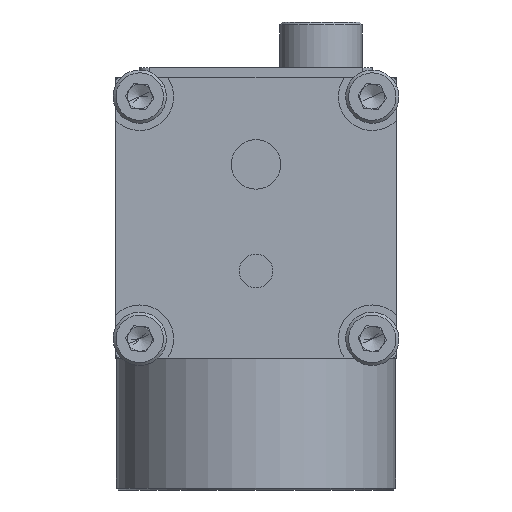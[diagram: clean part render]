
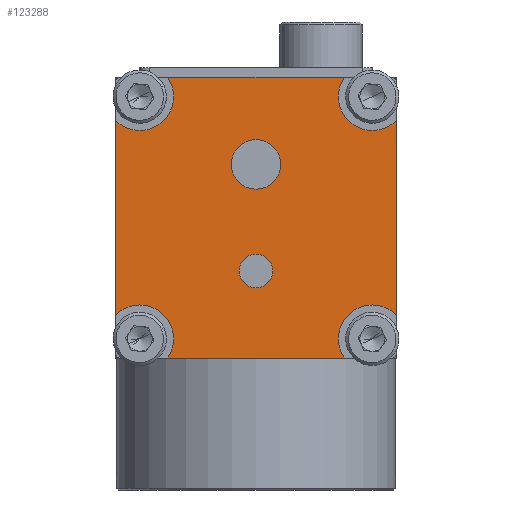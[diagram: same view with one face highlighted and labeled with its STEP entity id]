
A CAD part, front view. The second image highlights one B-rep face of the part: STEP entity #123288.
In plain terms, the highlighted planar face has unit normal (0, -1, 0).
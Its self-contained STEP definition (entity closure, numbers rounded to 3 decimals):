
#3109 = VECTOR ( 'NONE', #30021, 1000. ) ;
#3261 = EDGE_CURVE ( 'NONE', #123397, #131720, #32666, .T. ) ;
#4954 = EDGE_CURVE ( 'NONE', #62258, #99587, #107133, .T. ) ;
#5828 = AXIS2_PLACEMENT_3D ( 'NONE', #116230, #49141, #127470 ) ;
#5916 = CARTESIAN_POINT ( 'NONE',  ( 0., -20.85, 20.873 ) ) ;
#6088 = ORIENTED_EDGE ( 'NONE', *, *, #106302, .T. ) ;
#7863 = ORIENTED_EDGE ( 'NONE', *, *, #59797, .F. ) ;
#9379 = CIRCLE ( 'NONE', #123596, 2.553 ) ;
#10434 = CARTESIAN_POINT ( 'NONE',  ( -14., -20.85, 14.1 ) ) ;
#10732 = DIRECTION ( 'NONE',  ( 0., 0., 1. ) ) ;
#11258 = EDGE_CURVE ( 'NONE', #92340, #47616, #33478, .T. ) ;
#11815 = EDGE_CURVE ( 'NONE', #131720, #123353, #103359, .T. ) ;
#15620 = DIRECTION ( 'NONE',  ( 0., -1., 0. ) ) ;
#16771 = DIRECTION ( 'NONE',  ( 1., 0., 0. ) ) ;
#17464 = CARTESIAN_POINT ( 'NONE',  ( 14.5, -20.85, 38.151 ) ) ;
#17521 = VERTEX_POINT ( 'NONE', #83616 ) ;
#17849 = LINE ( 'NONE', #38789, #44177 ) ;
#20358 = EDGE_CURVE ( 'NONE', #116079, #123353, #17849, .T. ) ;
#21121 = CIRCLE ( 'NONE', #90982, 3.5 ) ;
#21471 = DIRECTION ( 'NONE',  ( 0., -1., 0. ) ) ;
#21668 = DIRECTION ( 'NONE',  ( 0., 0., -1. ) ) ;
#22136 = VERTEX_POINT ( 'NONE', #26034 ) ;
#23900 = DIRECTION ( 'NONE',  ( 0., 0., -1. ) ) ;
#24426 = DIRECTION ( 'NONE',  ( 0., -1., 0. ) ) ;
#24518 = AXIS2_PLACEMENT_3D ( 'NONE', #52612, #130974, #63837 ) ;
#25944 = EDGE_LOOP ( 'NONE', ( #62427, #121421 ) ) ;
#26034 = CARTESIAN_POINT ( 'NONE',  ( -12., -20.85, 19.1 ) ) ;
#27348 = EDGE_CURVE ( 'NONE', #107868, #117068, #9379, .T. ) ;
#27448 = CARTESIAN_POINT ( 'NONE',  ( 0., -20.85, 36.153 ) ) ;
#29435 = CARTESIAN_POINT ( 'NONE',  ( -12., -20.85, 15.6 ) ) ;
#30021 = DIRECTION ( 'NONE',  ( -1., 0., 0. ) ) ;
#31176 = AXIS2_PLACEMENT_3D ( 'NONE', #144837, #77824, #10732 ) ;
#32428 = PLANE ( 'NONE',  #143714 ) ;
#32666 = CIRCLE ( 'NONE', #126712, 3.5 ) ;
#33478 = CIRCLE ( 'NONE', #24518, 3.5 ) ;
#34737 = EDGE_CURVE ( 'NONE', #61933, #17521, #131169, .T. ) ;
#35781 = ORIENTED_EDGE ( 'NONE', *, *, #34737, .T. ) ;
#38789 = CARTESIAN_POINT ( 'NONE',  ( 14., -20.85, 13.6 ) ) ;
#39894 = ORIENTED_EDGE ( 'NONE', *, *, #11815, .F. ) ;
#40732 = DIRECTION ( 'NONE',  ( 0., 0., 1. ) ) ;
#41823 = VECTOR ( 'NONE', #23900, 1000. ) ;
#44177 = VECTOR ( 'NONE', #16771, 1000. ) ;
#45506 = DIRECTION ( 'NONE',  ( 0., -1., 0. ) ) ;
#47616 = VERTEX_POINT ( 'NONE', #17464 ) ;
#49141 = DIRECTION ( 'NONE',  ( 0., -1., 0. ) ) ;
#49289 = CIRCLE ( 'NONE', #132793, 2.553 ) ;
#52436 = EDGE_LOOP ( 'NONE', ( #78841, #130847 ) ) ;
#52580 = DIRECTION ( 'NONE',  ( 0., -1., 0. ) ) ;
#52612 = CARTESIAN_POINT ( 'NONE',  ( 12., -20.85, 40.6 ) ) ;
#54270 = VERTEX_POINT ( 'NONE', #101410 ) ;
#54668 = AXIS2_PLACEMENT_3D ( 'NONE', #112499, #45506, #123755 ) ;
#56366 = EDGE_CURVE ( 'NONE', #92340, #54270, #92559, .T. ) ;
#58338 = DIRECTION ( 'NONE',  ( 0., -1., 0. ) ) ;
#59797 = EDGE_CURVE ( 'NONE', #61933, #54270, #21121, .T. ) ;
#61933 = VERTEX_POINT ( 'NONE', #101592 ) ;
#62258 = VERTEX_POINT ( 'NONE', #5916 ) ;
#62427 = ORIENTED_EDGE ( 'NONE', *, *, #98111, .F. ) ;
#63837 = DIRECTION ( 'NONE',  ( 0., 0., 1. ) ) ;
#68227 = EDGE_CURVE ( 'NONE', #116079, #22136, #101783, .T. ) ;
#68514 = CARTESIAN_POINT ( 'NONE',  ( -14.5, -20.85, 14.1 ) ) ;
#69101 = CIRCLE ( 'NONE', #79123, 3.5 ) ;
#69188 = CARTESIAN_POINT ( 'NONE',  ( 14.5, -20.85, 18.049 ) ) ;
#71131 = ORIENTED_EDGE ( 'NONE', *, *, #20358, .T. ) ;
#73957 = ORIENTED_EDGE ( 'NONE', *, *, #68227, .F. ) ;
#74319 = CARTESIAN_POINT ( 'NONE',  ( 0., -20.85, 31.047 ) ) ;
#74964 = CARTESIAN_POINT ( 'NONE',  ( 9.128, -20.85, 42.6 ) ) ;
#77824 = DIRECTION ( 'NONE',  ( 0., -1., 0. ) ) ;
#78411 = AXIS2_PLACEMENT_3D ( 'NONE', #119655, #52580, #130947 ) ;
#78841 = ORIENTED_EDGE ( 'NONE', *, *, #141917, .F. ) ;
#79123 = AXIS2_PLACEMENT_3D ( 'NONE', #29435, #107802, #40732 ) ;
#80042 = FACE_OUTER_BOUND ( 'NONE', #135917, .T. ) ;
#80109 = ORIENTED_EDGE ( 'NONE', *, *, #11258, .F. ) ;
#82698 = CARTESIAN_POINT ( 'NONE',  ( 0., -20.85, 33.6 ) ) ;
#83616 = CARTESIAN_POINT ( 'NONE',  ( -14.5, -20.85, 18.049 ) ) ;
#85911 = CARTESIAN_POINT ( 'NONE',  ( 14., -20.85, 42.6 ) ) ;
#88021 = LINE ( 'NONE', #120572, #144013 ) ;
#88594 = CARTESIAN_POINT ( 'NONE',  ( 0., -20.85, 33.6 ) ) ;
#88802 = DIRECTION ( 'NONE',  ( 0., 1., 0. ) ) ;
#90982 = AXIS2_PLACEMENT_3D ( 'NONE', #91593, #24426, #102917 ) ;
#91201 = ORIENTED_EDGE ( 'NONE', *, *, #3261, .F. ) ;
#91593 = CARTESIAN_POINT ( 'NONE',  ( -12., -20.85, 40.6 ) ) ;
#92340 = VERTEX_POINT ( 'NONE', #74964 ) ;
#92559 = LINE ( 'NONE', #85911, #3109 ) ;
#93966 = DIRECTION ( 'NONE',  ( 0., 0., 1. ) ) ;
#94390 = CARTESIAN_POINT ( 'NONE',  ( -9.128, -20.85, 13.6 ) ) ;
#98111 = EDGE_CURVE ( 'NONE', #117068, #107868, #49289, .T. ) ;
#99587 = VERTEX_POINT ( 'NONE', #100756 ) ;
#99898 = DIRECTION ( 'NONE',  ( 0., 0., 1. ) ) ;
#100756 = CARTESIAN_POINT ( 'NONE',  ( 0., -20.85, 24.327 ) ) ;
#101410 = CARTESIAN_POINT ( 'NONE',  ( -9.128, -20.85, 42.6 ) ) ;
#101592 = CARTESIAN_POINT ( 'NONE',  ( -14.5, -20.85, 38.151 ) ) ;
#101783 = CIRCLE ( 'NONE', #78411, 3.5 ) ;
#102917 = DIRECTION ( 'NONE',  ( 0., 0., 1. ) ) ;
#103359 = CIRCLE ( 'NONE', #5828, 3.5 ) ;
#106302 = EDGE_CURVE ( 'NONE', #123397, #47616, #88021, .T. ) ;
#107133 = CIRCLE ( 'NONE', #31176, 1.727 ) ;
#107802 = DIRECTION ( 'NONE',  ( 0., -1., 0. ) ) ;
#107868 = VERTEX_POINT ( 'NONE', #74319 ) ;
#108913 = EDGE_CURVE ( 'NONE', #22136, #17521, #69101, .T. ) ;
#109353 = CARTESIAN_POINT ( 'NONE',  ( 12., -20.85, 19.1 ) ) ;
#112499 = CARTESIAN_POINT ( 'NONE',  ( 0., -20.85, 22.6 ) ) ;
#115450 = ORIENTED_EDGE ( 'NONE', *, *, #56366, .T. ) ;
#116079 = VERTEX_POINT ( 'NONE', #94390 ) ;
#116230 = CARTESIAN_POINT ( 'NONE',  ( 12., -20.85, 15.6 ) ) ;
#117068 = VERTEX_POINT ( 'NONE', #27448 ) ;
#119655 = CARTESIAN_POINT ( 'NONE',  ( -12., -20.85, 15.6 ) ) ;
#120572 = CARTESIAN_POINT ( 'NONE',  ( 14.5, -20.85, 14.1 ) ) ;
#121421 = ORIENTED_EDGE ( 'NONE', *, *, #27348, .F. ) ;
#123184 = CIRCLE ( 'NONE', #54668, 1.727 ) ;
#123288 = ADVANCED_FACE ( 'NONE', ( #136102, #139559, #80042 ), #32428, .F. ) ;
#123353 = VERTEX_POINT ( 'NONE', #123980 ) ;
#123397 = VERTEX_POINT ( 'NONE', #69188 ) ;
#123596 = AXIS2_PLACEMENT_3D ( 'NONE', #88594, #21471, #99898 ) ;
#123755 = DIRECTION ( 'NONE',  ( 0., 0., 1. ) ) ;
#123980 = CARTESIAN_POINT ( 'NONE',  ( 9.128, -20.85, 13.6 ) ) ;
#125413 = CARTESIAN_POINT ( 'NONE',  ( 12., -20.85, 15.6 ) ) ;
#126712 = AXIS2_PLACEMENT_3D ( 'NONE', #125413, #58338, #136691 ) ;
#127470 = DIRECTION ( 'NONE',  ( 0., 0., 1. ) ) ;
#130847 = ORIENTED_EDGE ( 'NONE', *, *, #4954, .F. ) ;
#130947 = DIRECTION ( 'NONE',  ( 0., 0., 1. ) ) ;
#130974 = DIRECTION ( 'NONE',  ( 0., -1., 0. ) ) ;
#131169 = LINE ( 'NONE', #68514, #41823 ) ;
#131720 = VERTEX_POINT ( 'NONE', #109353 ) ;
#131850 = DIRECTION ( 'NONE',  ( 0., 0., 1. ) ) ;
#132793 = AXIS2_PLACEMENT_3D ( 'NONE', #82698, #15620, #93966 ) ;
#135917 = EDGE_LOOP ( 'NONE', ( #35781, #137038, #73957, #71131, #39894, #91201, #6088, #80109, #115450, #7863 ) ) ;
#136102 = FACE_BOUND ( 'NONE', #25944, .T. ) ;
#136691 = DIRECTION ( 'NONE',  ( 0., 0., 1. ) ) ;
#137038 = ORIENTED_EDGE ( 'NONE', *, *, #108913, .F. ) ;
#139559 = FACE_BOUND ( 'NONE', #52436, .T. ) ;
#141917 = EDGE_CURVE ( 'NONE', #99587, #62258, #123184, .T. ) ;
#143714 = AXIS2_PLACEMENT_3D ( 'NONE', #10434, #88802, #21668 ) ;
#144013 = VECTOR ( 'NONE', #131850, 1000. ) ;
#144837 = CARTESIAN_POINT ( 'NONE',  ( 0., -20.85, 22.6 ) ) ;
